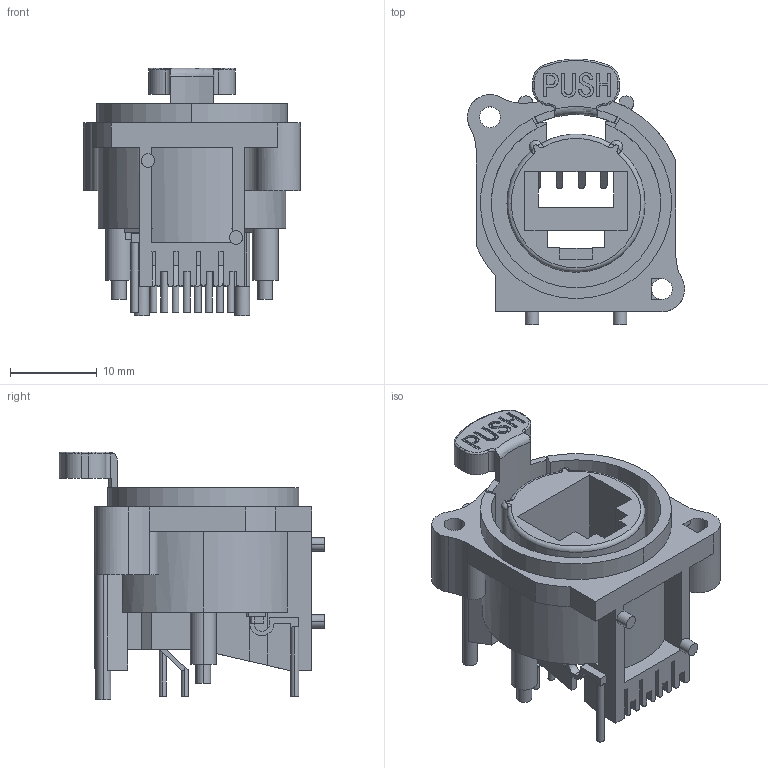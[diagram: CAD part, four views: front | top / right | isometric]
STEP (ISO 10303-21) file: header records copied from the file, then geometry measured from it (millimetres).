
FILE_DESCRIPTION (( 'STEP AP203' ), '1' );
FILE_NAME ('IO-EL8-F-BV.stp', '2023-06-27T20:38:11', ( '' ), ( '' ), 'SwSTEP 2.0', 'SolidWorks 2018', '' );
FILE_SCHEMA (( 'CONFIG_CONTROL_DESIGN' ));
Length unit declared in the file: millimetre
Products named in the file (1): IO-EL8-F-BV
Bounding box: 25 x 30.58 x 28.5 mm (x, y, z)
Volume: 4369.8 mm3; surface area: 6182.9 mm2
Topology: 1 solids, 1 shells, 385 faces, 1048 edges, 671 vertices
Faces by surface type: plane 243, cylinder 105, bspline 27, torus 10
Entity records: 13543 total; most frequent: CARTESIAN_POINT 3713, ORIENTED_EDGE 2088, DIRECTION 1976, EDGE_CURVE 1044, VECTOR 706, LINE 706, VERTEX_POINT 671, AXIS2_PLACEMENT_3D 635
